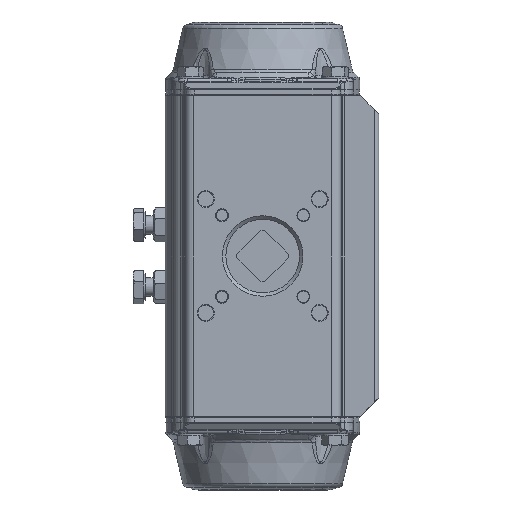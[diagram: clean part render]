
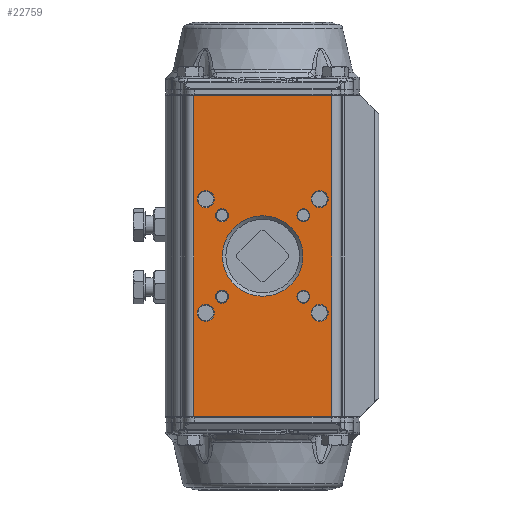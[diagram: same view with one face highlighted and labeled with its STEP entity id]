
A CAD part, front view. The second image highlights one B-rep face of the part: STEP entity #22759.
In plain terms, the highlighted planar face has unit normal (0, -1, 0).
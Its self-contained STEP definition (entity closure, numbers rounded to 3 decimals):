
#1564=FACE_BOUND('',#6253,.T.);
#1565=FACE_BOUND('',#6254,.T.);
#1566=FACE_BOUND('',#6255,.T.);
#1567=FACE_BOUND('',#6256,.T.);
#1568=FACE_BOUND('',#6257,.T.);
#1569=FACE_BOUND('',#6258,.T.);
#1570=FACE_BOUND('',#6259,.T.);
#1571=FACE_BOUND('',#6260,.T.);
#1572=FACE_BOUND('',#6261,.T.);
#1830=LINE('',#33252,#3185);
#1831=LINE('',#33254,#3186);
#1832=LINE('',#33256,#3187);
#1833=LINE('',#33257,#3188);
#3185=VECTOR('',#26816,10.);
#3186=VECTOR('',#26817,10.);
#3187=VECTOR('',#26818,10.);
#3188=VECTOR('',#26819,10.);
#4783=FACE_OUTER_BOUND('',#6252,.T.);
#6252=EDGE_LOOP('',(#14895,#14896,#14897,#14898));
#6253=EDGE_LOOP('',(#14899));
#6254=EDGE_LOOP('',(#14900));
#6255=EDGE_LOOP('',(#14901));
#6256=EDGE_LOOP('',(#14902));
#6257=EDGE_LOOP('',(#14903));
#6258=EDGE_LOOP('',(#14904));
#6259=EDGE_LOOP('',(#14905));
#6260=EDGE_LOOP('',(#14906));
#6261=EDGE_LOOP('',(#14907));
#7763=CIRCLE('',#24253,2.8);
#7766=CIRCLE('',#24257,2.8);
#7767=CIRCLE('',#24258,3.7);
#7768=CIRCLE('',#24259,2.8);
#7769=CIRCLE('',#24260,3.7);
#7770=CIRCLE('',#24261,17.5);
#7771=CIRCLE('',#24262,3.7);
#7772=CIRCLE('',#24263,2.8);
#7773=CIRCLE('',#24264,3.7);
#8980=VERTEX_POINT('',#33242);
#8983=VERTEX_POINT('',#33250);
#8984=VERTEX_POINT('',#33251);
#8985=VERTEX_POINT('',#33253);
#8986=VERTEX_POINT('',#33255);
#8987=VERTEX_POINT('',#33258);
#8988=VERTEX_POINT('',#33260);
#8989=VERTEX_POINT('',#33262);
#8990=VERTEX_POINT('',#33264);
#8991=VERTEX_POINT('',#33266);
#8992=VERTEX_POINT('',#33268);
#8993=VERTEX_POINT('',#33270);
#8994=VERTEX_POINT('',#33272);
#11223=EDGE_CURVE('',#8980,#8980,#7763,.T.);
#11227=EDGE_CURVE('',#8983,#8984,#1830,.T.);
#11228=EDGE_CURVE('',#8985,#8984,#1831,.T.);
#11229=EDGE_CURVE('',#8985,#8986,#1832,.T.);
#11230=EDGE_CURVE('',#8983,#8986,#1833,.T.);
#11231=EDGE_CURVE('',#8987,#8987,#7766,.T.);
#11232=EDGE_CURVE('',#8988,#8988,#7767,.T.);
#11233=EDGE_CURVE('',#8989,#8989,#7768,.T.);
#11234=EDGE_CURVE('',#8990,#8990,#7769,.T.);
#11235=EDGE_CURVE('',#8991,#8991,#7770,.T.);
#11236=EDGE_CURVE('',#8992,#8992,#7771,.T.);
#11237=EDGE_CURVE('',#8993,#8993,#7772,.T.);
#11238=EDGE_CURVE('',#8994,#8994,#7773,.T.);
#14895=ORIENTED_EDGE('',*,*,#11227,.T.);
#14896=ORIENTED_EDGE('',*,*,#11228,.F.);
#14897=ORIENTED_EDGE('',*,*,#11229,.T.);
#14898=ORIENTED_EDGE('',*,*,#11230,.F.);
#14899=ORIENTED_EDGE('',*,*,#11231,.F.);
#14900=ORIENTED_EDGE('',*,*,#11232,.F.);
#14901=ORIENTED_EDGE('',*,*,#11233,.F.);
#14902=ORIENTED_EDGE('',*,*,#11234,.F.);
#14903=ORIENTED_EDGE('',*,*,#11235,.F.);
#14904=ORIENTED_EDGE('',*,*,#11236,.F.);
#14905=ORIENTED_EDGE('',*,*,#11237,.F.);
#14906=ORIENTED_EDGE('',*,*,#11238,.F.);
#14907=ORIENTED_EDGE('',*,*,#11223,.F.);
#22206=PLANE('',#24256);
#22759=ADVANCED_FACE('',(#4783,#1564,#1565,#1566,#1567,#1568,#1569,#1570,
#1571,#1572),#22206,.T.);
#24253=AXIS2_PLACEMENT_3D('',#33243,#26807,#26808);
#24256=AXIS2_PLACEMENT_3D('',#33249,#26814,#26815);
#24257=AXIS2_PLACEMENT_3D('',#33259,#26820,#26821);
#24258=AXIS2_PLACEMENT_3D('',#33261,#26822,#26823);
#24259=AXIS2_PLACEMENT_3D('',#33263,#26824,#26825);
#24260=AXIS2_PLACEMENT_3D('',#33265,#26826,#26827);
#24261=AXIS2_PLACEMENT_3D('',#33267,#26828,#26829);
#24262=AXIS2_PLACEMENT_3D('',#33269,#26830,#26831);
#24263=AXIS2_PLACEMENT_3D('',#33271,#26832,#26833);
#24264=AXIS2_PLACEMENT_3D('',#33273,#26834,#26835);
#26807=DIRECTION('center_axis',(0.,-1.,0.));
#26808=DIRECTION('ref_axis',(-1.,0.,0.));
#26814=DIRECTION('center_axis',(0.,-1.,0.));
#26815=DIRECTION('ref_axis',(0.,0.,
-1.));
#26816=DIRECTION('',(-1.,0.,0.));
#26817=DIRECTION('',(0.,0.,1.));
#26818=DIRECTION('',(1.,0.,0.));
#26819=DIRECTION('',(0.,0.,-1.));
#26820=DIRECTION('center_axis',(0.,-1.,0.));
#26821=DIRECTION('ref_axis',(0.,0.,
-1.));
#26822=DIRECTION('center_axis',(0.,-1.,0.));
#26823=DIRECTION('ref_axis',(1.,0.,0.));
#26824=DIRECTION('center_axis',(0.,-1.,0.));
#26825=DIRECTION('ref_axis',(0.,0.,
1.));
#26826=DIRECTION('center_axis',(0.,-1.,0.));
#26827=DIRECTION('ref_axis',(-1.,0.,0.));
#26828=DIRECTION('center_axis',(0.,-1.,0.));
#26829=DIRECTION('ref_axis',(-1.,0.,0.));
#26830=DIRECTION('center_axis',(0.,-1.,0.));
#26831=DIRECTION('ref_axis',(0.,0.,
1.));
#26832=DIRECTION('center_axis',(0.,-1.,0.));
#26833=DIRECTION('ref_axis',(1.,0.,0.));
#26834=DIRECTION('center_axis',(0.,-1.,0.));
#26835=DIRECTION('ref_axis',(0.,0.,
-1.));
#33242=CARTESIAN_POINT('',(18.875,-54.129,52.022));
#33243=CARTESIAN_POINT('Origin',(16.075,-54.129,52.022));
#33249=CARTESIAN_POINT('Origin',(32.397,-54.129,0.));
#33250=CARTESIAN_POINT('',(28.397,-54.129,139.4));
#33251=CARTESIAN_POINT('',(-31.603,-54.129,139.4));
#33252=CARTESIAN_POINT('',(16.981,-54.129,139.4));
#33253=CARTESIAN_POINT('',(-31.603,-54.129,0.));
#33254=CARTESIAN_POINT('',(-31.603,-54.129,0.));
#33255=CARTESIAN_POINT('',(28.397,-54.129,0.));
#33256=CARTESIAN_POINT('',(-35.603,-54.129,0.));
#33257=CARTESIAN_POINT('',(28.397,-54.129,0.));
#33258=CARTESIAN_POINT('',(16.075,-54.129,90.178));
#33259=CARTESIAN_POINT('Origin',(16.075,-54.129,87.378));
#33260=CARTESIAN_POINT('',(-30.052,-54.129,94.449));
#33261=CARTESIAN_POINT('Origin',(-26.352,-54.129,94.449));
#33262=CARTESIAN_POINT('',(-19.28,-54.129,49.222));
#33263=CARTESIAN_POINT('Origin',(-19.28,-54.129,52.022));
#33264=CARTESIAN_POINT('',(26.846,-54.129,44.951));
#33265=CARTESIAN_POINT('Origin',(23.146,-54.129,44.951));
#33266=CARTESIAN_POINT('',(15.897,-54.129,69.7));
#33267=CARTESIAN_POINT('Origin',(-1.603,-54.129,69.7));
#33268=CARTESIAN_POINT('',(-26.352,-54.129,41.251));
#33269=CARTESIAN_POINT('Origin',(-26.352,-54.129,44.951));
#33270=CARTESIAN_POINT('',(-22.08,-54.129,87.378));
#33271=CARTESIAN_POINT('Origin',(-19.28,-54.129,87.378));
#33272=CARTESIAN_POINT('',(23.146,-54.129,98.149));
#33273=CARTESIAN_POINT('Origin',(23.146,-54.129,94.449));
